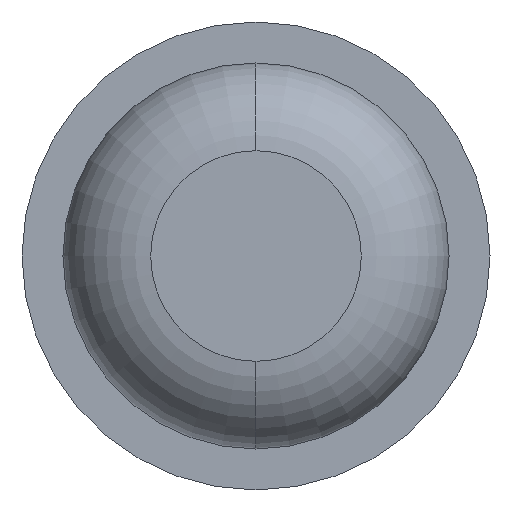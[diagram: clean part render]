
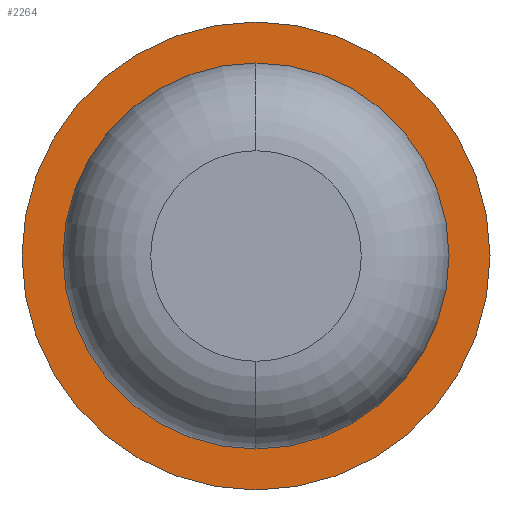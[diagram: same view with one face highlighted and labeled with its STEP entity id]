
A CAD part, front view. The second image highlights one B-rep face of the part: STEP entity #2264.
In plain terms, the highlighted planar face has unit normal (0, -1, 0).
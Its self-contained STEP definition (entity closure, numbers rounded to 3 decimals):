
#28 = DIRECTION ( 'NONE',  ( 0., 1., 0. ) ) ;
#35 = PLANE ( 'NONE',  #3238 ) ;
#175 = DIRECTION ( 'NONE',  ( 0., 1., 0. ) ) ;
#282 = AXIS2_PLACEMENT_3D ( 'NONE', #1196, #28, #1591 ) ;
#506 = CARTESIAN_POINT ( 'NONE',  ( -1., -9., 0. ) ) ;
#564 = DIRECTION ( 'NONE',  ( 0., 1., 0. ) ) ;
#670 = AXIS2_PLACEMENT_3D ( 'NONE', #903, #175, #937 ) ;
#903 = CARTESIAN_POINT ( 'NONE',  ( 0., -9., 0. ) ) ;
#923 = FACE_OUTER_BOUND ( 'NONE', #2803, .T. ) ;
#937 = DIRECTION ( 'NONE',  ( -1., 0., 0. ) ) ;
#972 = CIRCLE ( 'NONE', #1357, 0.825 ) ;
#1196 = CARTESIAN_POINT ( 'NONE',  ( 0., -9., 0. ) ) ;
#1330 = CIRCLE ( 'NONE', #2763, 1. ) ;
#1356 = DIRECTION ( 'NONE',  ( -1., 0., 0. ) ) ;
#1357 = AXIS2_PLACEMENT_3D ( 'NONE', #4056, #564, #1356 ) ;
#1591 = DIRECTION ( 'NONE',  ( -1., 0., 0. ) ) ;
#1817 = EDGE_CURVE ( 'Defeature ausgef�hrt1_5+Defeature ausgef�hrt1_4+Defeature ausgef�hrt1_4+Defeature ausgef�hrt1_4', #3590, #3941, #4860, .T. ) ;
#1908 = DIRECTION ( 'NONE',  ( -1., 0., 0. ) ) ;
#1943 = VERTEX_POINT ( 'NONE', #2570 ) ;
#2155 = EDGE_LOOP ( 'NONE', ( #2270, #2510 ) ) ;
#2264 = ADVANCED_FACE ( 'Defeature ausgef�hrt1_4', ( #923, #3998 ), #35, .F. ) ;
#2270 = ORIENTED_EDGE ( 'NONE', *, *, #4295, .T. ) ;
#2298 = DIRECTION ( 'NONE',  ( 0., 1., 0. ) ) ;
#2368 = CARTESIAN_POINT ( 'NONE',  ( 1., -9., 0. ) ) ;
#2510 = ORIENTED_EDGE ( 'NONE', *, *, #4837, .T. ) ;
#2523 = CARTESIAN_POINT ( 'NONE',  ( 0., -9., -0.825 ) ) ;
#2570 = CARTESIAN_POINT ( 'NONE',  ( 0., -9., 0.825 ) ) ;
#2703 = DIRECTION ( 'NONE',  ( -1., 0., 0. ) ) ;
#2763 = AXIS2_PLACEMENT_3D ( 'NONE', #3801, #4203, #1908 ) ;
#2803 = EDGE_LOOP ( 'NONE', ( #3091, #3226 ) ) ;
#3091 = ORIENTED_EDGE ( 'NONE', *, *, #1817, .F. ) ;
#3226 = ORIENTED_EDGE ( 'NONE', *, *, #4674, .F. ) ;
#3238 = AXIS2_PLACEMENT_3D ( 'NONE', #4573, #2298, #2703 ) ;
#3590 = VERTEX_POINT ( 'NONE', #506 ) ;
#3801 = CARTESIAN_POINT ( 'NONE',  ( 0., -9., 0. ) ) ;
#3918 = CIRCLE ( 'NONE', #282, 0.825 ) ;
#3941 = VERTEX_POINT ( 'NONE', #2368 ) ;
#3998 = FACE_BOUND ( 'NONE', #2155, .T. ) ;
#4056 = CARTESIAN_POINT ( 'NONE',  ( 0., -9., 0. ) ) ;
#4126 = VERTEX_POINT ( 'NONE', #2523 ) ;
#4203 = DIRECTION ( 'NONE',  ( 0., 1., 0. ) ) ;
#4295 = EDGE_CURVE ( 'Defeature ausgef�hrt1_4+Defeature ausgef�hrt1_0+Defeature ausgef�hrt1_0+Defeature ausgef�hrt1_0', #1943, #4126, #3918, .T. ) ;
#4573 = CARTESIAN_POINT ( 'NONE',  ( 0.825, -9., 0. ) ) ;
#4674 = EDGE_CURVE ( 'Defeature ausgef�hrt1_5+Defeature ausgef�hrt1_4+Defeature ausgef�hrt1_4+Defeature ausgef�hrt1_4', #3941, #3590, #1330, .T. ) ;
#4837 = EDGE_CURVE ( 'Defeature ausgef�hrt1_4+Defeature ausgef�hrt1_0+Defeature ausgef�hrt1_0+Defeature ausgef�hrt1_0', #4126, #1943, #972, .T. ) ;
#4860 = CIRCLE ( 'NONE', #670, 1. ) ;
